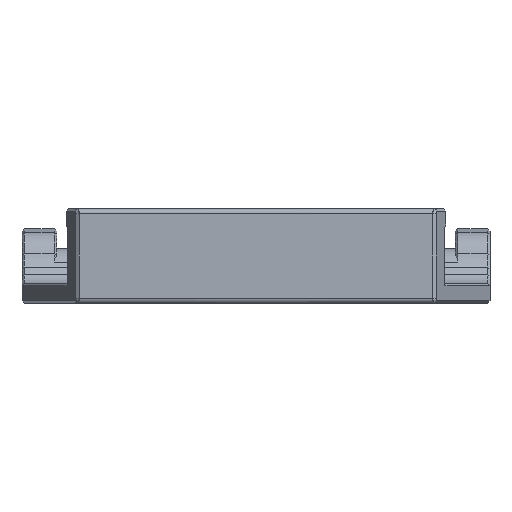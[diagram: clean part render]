
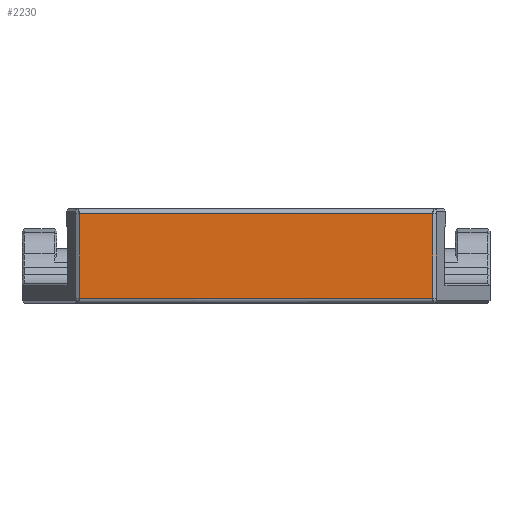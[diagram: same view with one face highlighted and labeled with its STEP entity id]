
A CAD part, left-side view. The second image highlights one B-rep face of the part: STEP entity #2230.
In plain terms, the highlighted planar face has unit normal (-1, 0, 0).
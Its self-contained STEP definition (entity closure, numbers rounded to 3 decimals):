
#299=FACE_OUTER_BOUND('',#428,.T.);
#428=EDGE_LOOP('',(#1993,#1994,#1995,#1996));
#499=LINE('',#3342,#722);
#607=LINE('',#3915,#830);
#650=LINE('',#4095,#873);
#652=LINE('',#4099,#875);
#722=VECTOR('',#2574,10.);
#830=VECTOR('',#2802,10.);
#873=VECTOR('',#2917,10.);
#875=VECTOR('',#2923,10.);
#961=VERTEX_POINT('',#3330);
#963=VERTEX_POINT('',#3340);
#1063=VERTEX_POINT('',#3906);
#1064=VERTEX_POINT('',#3914);
#1183=EDGE_CURVE('',#963,#961,#499,.T.);
#1338=EDGE_CURVE('',#1063,#1064,#607,.T.);
#1390=EDGE_CURVE('',#1064,#963,#650,.T.);
#1392=EDGE_CURVE('',#961,#1063,#652,.T.);
#1993=ORIENTED_EDGE('',*,*,#1390,.F.);
#1994=ORIENTED_EDGE('',*,*,#1338,.F.);
#1995=ORIENTED_EDGE('',*,*,#1392,.F.);
#1996=ORIENTED_EDGE('',*,*,#1183,.F.);
#2104=PLANE('',#2401);
#2230=ADVANCED_FACE('',(#299),#2104,.T.);
#2401=AXIS2_PLACEMENT_3D('',#4098,#2921,#2922);
#2574=DIRECTION('',(0.,0.,-1.));
#2802=DIRECTION('',(0.,0.,1.));
#2917=DIRECTION('',(0.,-1.,0.));
#2921=DIRECTION('center_axis',(-1.,0.,0.));
#2922=DIRECTION('ref_axis',(0.,0.,-1.));
#2923=DIRECTION('',(0.,1.,0.));
#3330=CARTESIAN_POINT('',(-25.,-17.75,0.5));
#3340=CARTESIAN_POINT('',(-25.,-17.75,9.));
#3342=CARTESIAN_POINT('',(-25.,-17.75,1.));
#3906=CARTESIAN_POINT('',(-25.,17.75,0.5));
#3914=CARTESIAN_POINT('',(-25.,17.75,9.));
#3915=CARTESIAN_POINT('',(-25.,17.75,1.));
#4095=CARTESIAN_POINT('',(-25.,35.5,9.));
#4098=CARTESIAN_POINT('Origin',(-25.,23.5,2.));
#4099=CARTESIAN_POINT('',(-25.,8.75,0.5));
